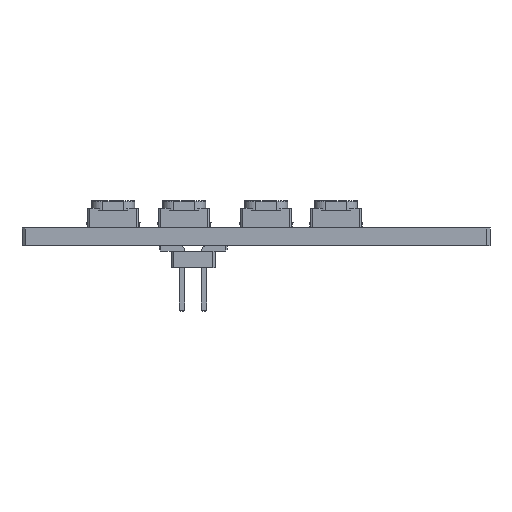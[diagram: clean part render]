
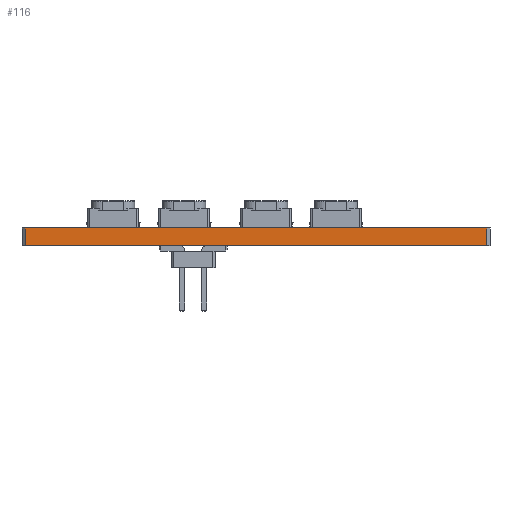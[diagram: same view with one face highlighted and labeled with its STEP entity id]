
A CAD part, left-side view. The second image highlights one B-rep face of the part: STEP entity #116.
In plain terms, the highlighted planar face has unit normal (-1, 0, 0).
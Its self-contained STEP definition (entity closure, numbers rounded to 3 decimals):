
#91 = VERTEX_POINT('',#92);
#92 = CARTESIAN_POINT('',(98.2,-109.7,-1.6));
#98 = EDGE_CURVE('',#99,#91,#101,.T.);
#99 = VERTEX_POINT('',#100);
#100 = CARTESIAN_POINT('',(98.2,-109.7,0.));
#101 = LINE('',#102,#103);
#102 = CARTESIAN_POINT('',(98.2,-109.7,0.));
#103 = VECTOR('',#104,1.);
#104 = DIRECTION('',(0.,0.,-1.));
#116 = ADVANCED_FACE('',(#117),#142,.F.);
#117 = FACE_BOUND('',#118,.F.);
#118 = EDGE_LOOP('',(#119,#129,#135,#136));
#119 = ORIENTED_EDGE('',*,*,#120,.T.);
#120 = EDGE_CURVE('',#121,#123,#125,.T.);
#121 = VERTEX_POINT('',#122);
#122 = CARTESIAN_POINT('',(98.2,-151.7,0.));
#123 = VERTEX_POINT('',#124);
#124 = CARTESIAN_POINT('',(98.2,-151.7,-1.6));
#125 = LINE('',#126,#127);
#126 = CARTESIAN_POINT('',(98.2,-151.7,0.));
#127 = VECTOR('',#128,1.);
#128 = DIRECTION('',(0.,0.,-1.));
#129 = ORIENTED_EDGE('',*,*,#130,.T.);
#130 = EDGE_CURVE('',#123,#91,#131,.T.);
#131 = LINE('',#132,#133);
#132 = CARTESIAN_POINT('',(98.2,-151.7,-1.6));
#133 = VECTOR('',#134,1.);
#134 = DIRECTION('',(0.,1.,0.));
#135 = ORIENTED_EDGE('',*,*,#98,.F.);
#136 = ORIENTED_EDGE('',*,*,#137,.F.);
#137 = EDGE_CURVE('',#121,#99,#138,.T.);
#138 = LINE('',#139,#140);
#139 = CARTESIAN_POINT('',(98.2,-151.7,0.));
#140 = VECTOR('',#141,1.);
#141 = DIRECTION('',(0.,1.,0.));
#142 = PLANE('',#143);
#143 = AXIS2_PLACEMENT_3D('',#144,#145,#146);
#144 = CARTESIAN_POINT('',(98.2,-151.7,0.));
#145 = DIRECTION('',(1.,-0.,0.));
#146 = DIRECTION('',(0.,1.,0.));
